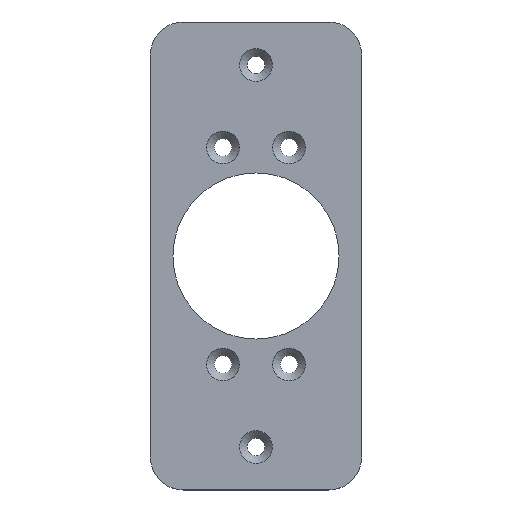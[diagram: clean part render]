
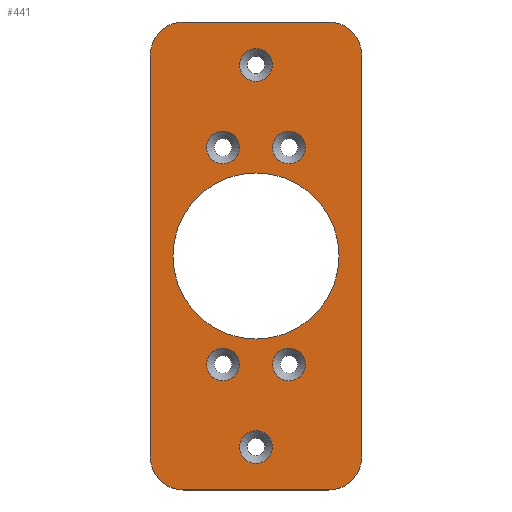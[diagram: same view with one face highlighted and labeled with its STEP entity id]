
A CAD part, top view. The second image highlights one B-rep face of the part: STEP entity #441.
In plain terms, the highlighted planar face has unit normal (0, 0, 1).
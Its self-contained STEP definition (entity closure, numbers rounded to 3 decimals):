
#22=FACE_BOUND('',#101,.T.);
#23=FACE_BOUND('',#102,.T.);
#24=FACE_BOUND('',#103,.T.);
#25=FACE_BOUND('',#104,.T.);
#26=FACE_BOUND('',#105,.T.);
#27=FACE_BOUND('',#106,.T.);
#28=FACE_BOUND('',#107,.T.);
#34=PLANE('',#508);
#69=FACE_OUTER_BOUND('',#100,.T.);
#100=EDGE_LOOP('',(#396,#397,#398,#399,#400,#401,#402,#403));
#101=EDGE_LOOP('',(#404));
#102=EDGE_LOOP('',(#405));
#103=EDGE_LOOP('',(#406));
#104=EDGE_LOOP('',(#407));
#105=EDGE_LOOP('',(#408));
#106=EDGE_LOOP('',(#409));
#107=EDGE_LOOP('',(#410));
#124=LINE('',#722,#154);
#130=LINE('',#744,#160);
#133=LINE('',#753,#163);
#137=LINE('',#766,#167);
#154=VECTOR('',#595,10.);
#160=VECTOR('',#617,10.);
#163=VECTOR('',#626,10.);
#167=VECTOR('',#644,10.);
#168=CIRCLE('',#457,3.15);
#171=CIRCLE('',#462,3.15);
#174=CIRCLE('',#467,3.15);
#177=CIRCLE('',#472,3.15);
#180=CIRCLE('',#477,3.15);
#183=CIRCLE('',#482,3.15);
#186=CIRCLE('',#487,6.35);
#192=CIRCLE('',#496,6.35);
#193=CIRCLE('',#499,6.35);
#194=CIRCLE('',#502,6.35);
#196=CIRCLE('',#506,15.964);
#197=VERTEX_POINT('',#649);
#200=VERTEX_POINT('',#659);
#203=VERTEX_POINT('',#669);
#206=VERTEX_POINT('',#679);
#209=VERTEX_POINT('',#689);
#212=VERTEX_POINT('',#699);
#215=VERTEX_POINT('',#709);
#216=VERTEX_POINT('',#710);
#220=VERTEX_POINT('',#720);
#227=VERTEX_POINT('',#738);
#228=VERTEX_POINT('',#742);
#229=VERTEX_POINT('',#746);
#230=VERTEX_POINT('',#747);
#231=VERTEX_POINT('',#752);
#233=VERTEX_POINT('',#762);
#234=EDGE_CURVE('',#197,#197,#168,.T.);
#239=EDGE_CURVE('',#200,#200,#171,.T.);
#244=EDGE_CURVE('',#203,#203,#174,.T.);
#249=EDGE_CURVE('',#206,#206,#177,.T.);
#254=EDGE_CURVE('',#209,#209,#180,.T.);
#259=EDGE_CURVE('',#212,#212,#183,.T.);
#264=EDGE_CURVE('',#215,#216,#186,.T.);
#270=EDGE_CURVE('',#215,#220,#124,.T.);
#278=EDGE_CURVE('',#227,#220,#192,.T.);
#281=EDGE_CURVE('',#227,#228,#130,.T.);
#282=EDGE_CURVE('',#229,#230,#193,.T.);
#285=EDGE_CURVE('',#231,#230,#133,.T.);
#287=EDGE_CURVE('',#231,#228,#194,.T.);
#290=EDGE_CURVE('',#233,#233,#196,.T.);
#292=EDGE_CURVE('',#229,#216,#137,.T.);
#396=ORIENTED_EDGE('',*,*,#264,.F.);
#397=ORIENTED_EDGE('',*,*,#270,.T.);
#398=ORIENTED_EDGE('',*,*,#278,.F.);
#399=ORIENTED_EDGE('',*,*,#281,.T.);
#400=ORIENTED_EDGE('',*,*,#287,.F.);
#401=ORIENTED_EDGE('',*,*,#285,.T.);
#402=ORIENTED_EDGE('',*,*,#282,.F.);
#403=ORIENTED_EDGE('',*,*,#292,.T.);
#404=ORIENTED_EDGE('',*,*,#234,.T.);
#405=ORIENTED_EDGE('',*,*,#239,.T.);
#406=ORIENTED_EDGE('',*,*,#244,.T.);
#407=ORIENTED_EDGE('',*,*,#249,.T.);
#408=ORIENTED_EDGE('',*,*,#254,.T.);
#409=ORIENTED_EDGE('',*,*,#259,.T.);
#410=ORIENTED_EDGE('',*,*,#290,.T.);
#441=ADVANCED_FACE('',(#69,#22,#23,#24,#25,#26,#27,#28),#34,.T.);
#457=AXIS2_PLACEMENT_3D('',#650,#513,#514);
#462=AXIS2_PLACEMENT_3D('',#660,#525,#526);
#467=AXIS2_PLACEMENT_3D('',#670,#537,#538);
#472=AXIS2_PLACEMENT_3D('',#680,#549,#550);
#477=AXIS2_PLACEMENT_3D('',#690,#561,#562);
#482=AXIS2_PLACEMENT_3D('',#700,#573,#574);
#487=AXIS2_PLACEMENT_3D('',#711,#585,#586);
#496=AXIS2_PLACEMENT_3D('',#739,#611,#612);
#499=AXIS2_PLACEMENT_3D('',#748,#620,#621);
#502=AXIS2_PLACEMENT_3D('',#756,#630,#631);
#506=AXIS2_PLACEMENT_3D('',#763,#639,#640);
#508=AXIS2_PLACEMENT_3D('',#767,#645,#646);
#513=DIRECTION('center_axis',(0.,0.,-1.));
#514=DIRECTION('ref_axis',(1.,0.,0.));
#525=DIRECTION('center_axis',(0.,0.,-1.));
#526=DIRECTION('ref_axis',(1.,0.,0.));
#537=DIRECTION('center_axis',(0.,0.,-1.));
#538=DIRECTION('ref_axis',(1.,0.,0.));
#549=DIRECTION('center_axis',(0.,0.,-1.));
#550=DIRECTION('ref_axis',(1.,0.,0.));
#561=DIRECTION('center_axis',(0.,0.,-1.));
#562=DIRECTION('ref_axis',(1.,0.,0.));
#573=DIRECTION('center_axis',(0.,0.,-1.));
#574=DIRECTION('ref_axis',(1.,0.,0.));
#585=DIRECTION('center_axis',(0.,0.,-1.));
#586=DIRECTION('ref_axis',(-0.707,0.707,0.));
#595=DIRECTION('',(0.,-1.,0.));
#611=DIRECTION('center_axis',(0.,0.,-1.));
#612=DIRECTION('ref_axis',(-0.707,-0.707,0.));
#617=DIRECTION('',(1.,0.,0.));
#620=DIRECTION('center_axis',(0.,0.,-1.));
#621=DIRECTION('ref_axis',(0.707,0.707,0.));
#626=DIRECTION('',(0.,1.,0.));
#630=DIRECTION('center_axis',(0.,0.,-1.));
#631=DIRECTION('ref_axis',(0.707,-0.707,0.));
#639=DIRECTION('center_axis',(0.,0.,-1.));
#640=DIRECTION('ref_axis',(1.,0.,0.));
#644=DIRECTION('',(-1.,0.,0.));
#645=DIRECTION('center_axis',(0.,0.,1.));
#646=DIRECTION('ref_axis',(1.,0.,0.));
#649=CARTESIAN_POINT('',(-9.5,20.857,200.939));
#650=CARTESIAN_POINT('Origin',(-6.35,20.857,200.939));
#659=CARTESIAN_POINT('',(-3.15,-36.733,200.939));
#660=CARTESIAN_POINT('Origin',(0.,-36.733,200.939));
#669=CARTESIAN_POINT('',(-9.5,-20.858,200.939));
#670=CARTESIAN_POINT('Origin',(-6.35,-20.858,200.939));
#679=CARTESIAN_POINT('',(3.2,-20.858,200.939));
#680=CARTESIAN_POINT('Origin',(6.35,-20.858,200.939));
#689=CARTESIAN_POINT('',(3.2,20.857,200.939));
#690=CARTESIAN_POINT('Origin',(6.35,20.857,200.939));
#699=CARTESIAN_POINT('',(-3.15,36.732,200.939));
#700=CARTESIAN_POINT('Origin',(0.,36.732,200.939));
#709=CARTESIAN_POINT('',(-20.32,38.637,200.939));
#710=CARTESIAN_POINT('',(-13.97,44.987,200.939));
#711=CARTESIAN_POINT('Origin',(-13.97,38.637,200.939));
#720=CARTESIAN_POINT('',(-20.32,-38.638,200.939));
#722=CARTESIAN_POINT('',(-20.32,44.987,200.939));
#738=CARTESIAN_POINT('',(-13.97,-44.988,200.939));
#739=CARTESIAN_POINT('Origin',(-13.97,-38.638,200.939));
#742=CARTESIAN_POINT('',(13.97,-44.988,200.939));
#744=CARTESIAN_POINT('',(-20.32,-44.988,200.939));
#746=CARTESIAN_POINT('',(13.97,44.987,200.939));
#747=CARTESIAN_POINT('',(20.32,38.637,200.939));
#748=CARTESIAN_POINT('Origin',(13.97,38.637,200.939));
#752=CARTESIAN_POINT('',(20.32,-38.638,200.939));
#753=CARTESIAN_POINT('',(20.32,-44.988,200.939));
#756=CARTESIAN_POINT('Origin',(13.97,-38.638,200.939));
#762=CARTESIAN_POINT('',(-15.964,0.,200.939));
#763=CARTESIAN_POINT('Origin',(0.,0.,200.939));
#766=CARTESIAN_POINT('',(20.32,44.987,200.939));
#767=CARTESIAN_POINT('Origin',(0.,0.,200.939));
